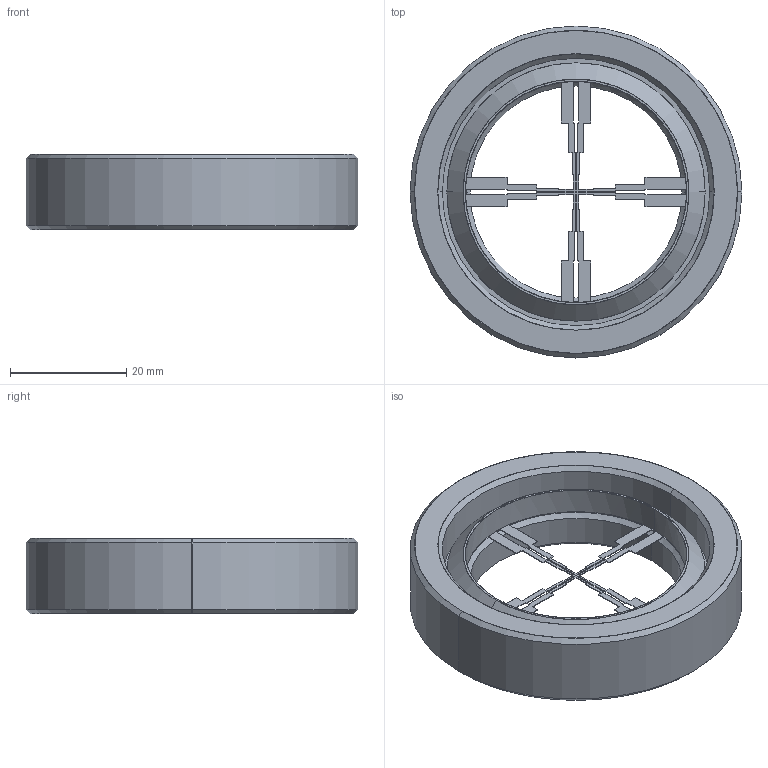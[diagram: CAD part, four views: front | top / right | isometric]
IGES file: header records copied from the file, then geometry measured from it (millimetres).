
Start section: SolidWorks IGES file using analytic representation for surfaces
Global section: file name: 795-5.IGS; native system: SolidWorks 2015; preprocessor: SolidWorks 2015; author: igipson; date: 151009.095908; units: inch
Bounding box: 57.14 x 57.14 x 13.08 mm (x, y, z)
Surface area: 8880.9 mm2 (no closed solid volume)
Topology: 0 solids, 0 shells, 159 faces, 2012 edges, 2488 vertices
Faces by surface type: bspline 135, revolution 24
